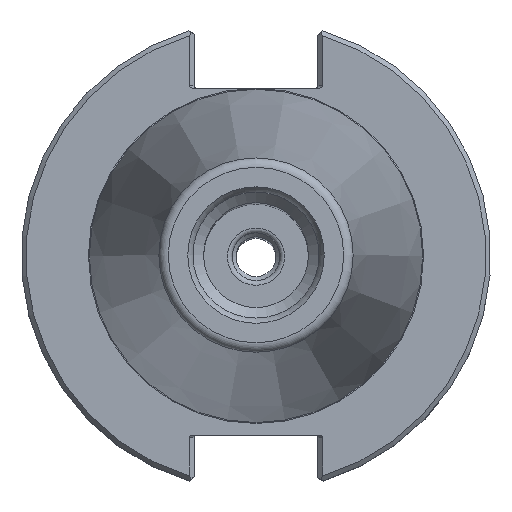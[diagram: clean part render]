
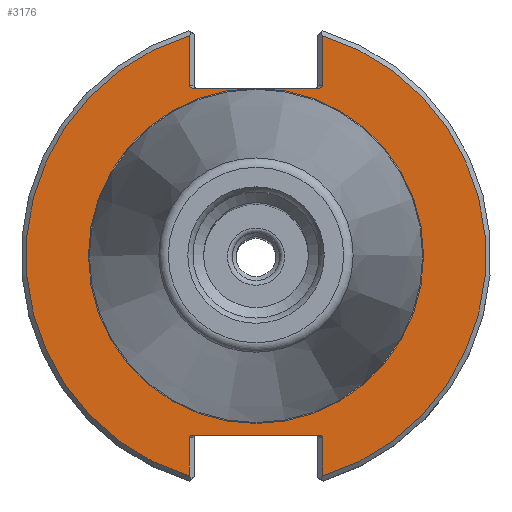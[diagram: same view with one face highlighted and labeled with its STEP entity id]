
A CAD part, top view. The second image highlights one B-rep face of the part: STEP entity #3176.
In plain terms, the highlighted planar face has unit normal (0, 0, 1).
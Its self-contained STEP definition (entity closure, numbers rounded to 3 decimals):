
#37=ELLIPSE('',#3357,0.707,0.5);
#38=ELLIPSE('',#3361,0.707,0.5);
#39=ELLIPSE('',#3362,0.707,0.5);
#40=ELLIPSE('',#3364,0.707,0.5);
#49=LINE('',#4352,#122);
#63=LINE('',#4402,#136);
#64=LINE('',#4406,#137);
#65=LINE('',#4410,#138);
#66=LINE('',#4414,#139);
#67=LINE('',#4417,#140);
#122=VECTOR('',#3671,1000.);
#136=VECTOR('',#3715,1000.);
#137=VECTOR('',#3718,1000.);
#138=VECTOR('',#3721,1000.);
#139=VECTOR('',#3724,1000.);
#140=VECTOR('',#3727,1000.);
#394=ORIENTED_EDGE('',*,*,#937,.F.);
#395=ORIENTED_EDGE('',*,*,#938,.T.);
#396=ORIENTED_EDGE('',*,*,#939,.T.);
#397=ORIENTED_EDGE('',*,*,#940,.F.);
#398=ORIENTED_EDGE('',*,*,#941,.F.);
#399=ORIENTED_EDGE('',*,*,#942,.F.);
#400=ORIENTED_EDGE('',*,*,#943,.T.);
#401=ORIENTED_EDGE('',*,*,#944,.T.);
#402=ORIENTED_EDGE('',*,*,#945,.T.);
#403=ORIENTED_EDGE('',*,*,#946,.F.);
#404=ORIENTED_EDGE('',*,*,#914,.F.);
#405=ORIENTED_EDGE('',*,*,#936,.F.);
#406=ORIENTED_EDGE('',*,*,#947,.T.);
#914=EDGE_CURVE('',#1191,#1192,#49,.T.);
#936=EDGE_CURVE('',#1209,#1191,#37,.T.);
#937=EDGE_CURVE('',#1210,#1210,#1403,.T.);
#938=EDGE_CURVE('',#1211,#1212,#1404,.T.);
#939=EDGE_CURVE('',#1212,#1213,#63,.T.);
#940=EDGE_CURVE('',#1214,#1213,#38,.T.);
#941=EDGE_CURVE('',#1215,#1214,#64,.T.);
#942=EDGE_CURVE('',#1216,#1215,#39,.T.);
#943=EDGE_CURVE('',#1216,#1217,#65,.T.);
#944=EDGE_CURVE('',#1217,#1218,#1405,.T.);
#945=EDGE_CURVE('',#1218,#1219,#66,.T.);
#946=EDGE_CURVE('',#1192,#1219,#40,.T.);
#947=EDGE_CURVE('',#1209,#1211,#67,.T.);
#1191=VERTEX_POINT('',#4351);
#1192=VERTEX_POINT('',#4353);
#1209=VERTEX_POINT('',#4394);
#1210=VERTEX_POINT('',#4398);
#1211=VERTEX_POINT('',#4400);
#1212=VERTEX_POINT('',#4401);
#1213=VERTEX_POINT('',#4403);
#1214=VERTEX_POINT('',#4405);
#1215=VERTEX_POINT('',#4407);
#1216=VERTEX_POINT('',#4409);
#1217=VERTEX_POINT('',#4411);
#1218=VERTEX_POINT('',#4413);
#1219=VERTEX_POINT('',#4415);
#1403=CIRCLE('',#3359,35.118);
#1404=CIRCLE('',#3360,48.21);
#1405=CIRCLE('',#3363,48.21);
#1548=EDGE_LOOP('',(#394));
#1549=EDGE_LOOP('',(#395,#396,#397,#398,#399,#400,#401,#402,#403,#404,#405,
#406));
#1795=FACE_BOUND('',#1548,.T.);
#1796=FACE_BOUND('',#1549,.T.);
#2029=PLANE('',#3358);
#3176=ADVANCED_FACE('',(#1795,#1796),#2029,.T.);
#3357=AXIS2_PLACEMENT_3D('',#4395,#3707,#3708);
#3358=AXIS2_PLACEMENT_3D('',#4396,#3709,#3710);
#3359=AXIS2_PLACEMENT_3D('',#4397,#3711,#3712);
#3360=AXIS2_PLACEMENT_3D('',#4399,#3713,#3714);
#3361=AXIS2_PLACEMENT_3D('',#4404,#3716,#3717);
#3362=AXIS2_PLACEMENT_3D('',#4408,#3719,#3720);
#3363=AXIS2_PLACEMENT_3D('',#4412,#3722,#3723);
#3364=AXIS2_PLACEMENT_3D('',#4416,#3725,#3726);
#3671=DIRECTION('',(1.,0.,0.));
#3707=DIRECTION('',(0.,0.,1.));
#3708=DIRECTION('',(-1.,0.,0.));
#3709=DIRECTION('',(0.,0.,1.));
#3710=DIRECTION('',(1.,0.,0.));
#3711=DIRECTION('',(0.,0.,1.));
#3712=DIRECTION('',(1.,0.,0.));
#3713=DIRECTION('',(0.,0.,1.));
#3714=DIRECTION('',(1.,0.,0.));
#3715=DIRECTION('',(0.,1.,0.));
#3716=DIRECTION('',(0.,0.,1.));
#3717=DIRECTION('',(1.,0.,0.));
#3718=DIRECTION('',(-1.,0.,0.));
#3719=DIRECTION('',(0.,0.,1.));
#3720=DIRECTION('',(1.,0.,0.));
#3721=DIRECTION('',(0.,-1.,0.));
#3722=DIRECTION('',(0.,0.,1.));
#3723=DIRECTION('',(1.,0.,0.));
#3724=DIRECTION('',(0.,-1.,0.));
#3725=DIRECTION('',(0.,0.,1.));
#3726=DIRECTION('',(-1.,0.,0.));
#3727=DIRECTION('',(0.,1.,0.));
#4351=CARTESIAN_POINT('',(-13.248,35.16,-3.17));
#4352=CARTESIAN_POINT('',(-12.955,35.16,-3.17));
#4353=CARTESIAN_POINT('',(13.248,35.16,-3.17));
#4394=CARTESIAN_POINT('',(-13.955,35.66,-3.17));
#4395=CARTESIAN_POINT('',(-13.248,35.66,-3.17));
#4396=CARTESIAN_POINT('',(35.118,0.,-3.17));
#4397=CARTESIAN_POINT('',(0.,0.,-3.17));
#4398=CARTESIAN_POINT('',(35.118,0.,-3.17));
#4399=CARTESIAN_POINT('',(0.,0.,-3.17));
#4400=CARTESIAN_POINT('',(-13.955,46.146,-3.17));
#4401=CARTESIAN_POINT('',(-13.955,-46.146,-3.17));
#4402=CARTESIAN_POINT('',(-13.955,-37.57,-3.17));
#4403=CARTESIAN_POINT('',(-13.955,-38.07,-3.17));
#4404=CARTESIAN_POINT('',(-13.248,-38.07,-3.17));
#4405=CARTESIAN_POINT('',(-13.248,-37.57,-3.17));
#4406=CARTESIAN_POINT('',(12.955,-37.57,-3.17));
#4407=CARTESIAN_POINT('',(13.248,-37.57,-3.17));
#4408=CARTESIAN_POINT('',(13.248,-38.07,-3.17));
#4409=CARTESIAN_POINT('',(13.955,-38.07,-3.17));
#4410=CARTESIAN_POINT('',(13.955,-47.619,-3.17));
#4411=CARTESIAN_POINT('',(13.955,-46.146,-3.17));
#4412=CARTESIAN_POINT('',(0.,0.,-3.17));
#4413=CARTESIAN_POINT('',(13.955,46.146,-3.17));
#4414=CARTESIAN_POINT('',(13.955,35.16,-3.17));
#4415=CARTESIAN_POINT('',(13.955,35.66,-3.17));
#4416=CARTESIAN_POINT('',(13.248,35.66,-3.17));
#4417=CARTESIAN_POINT('',(-13.955,47.619,-3.17));
